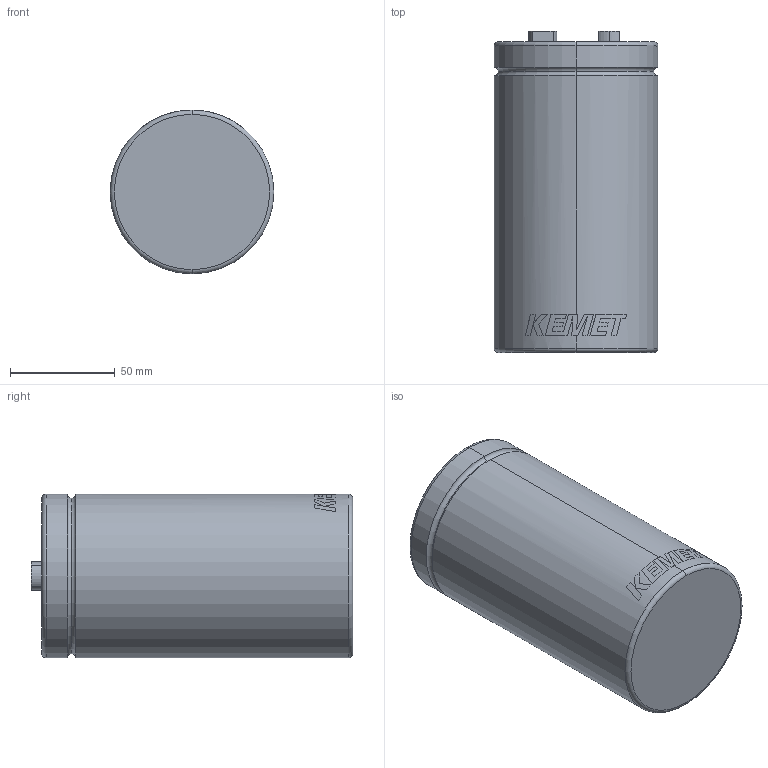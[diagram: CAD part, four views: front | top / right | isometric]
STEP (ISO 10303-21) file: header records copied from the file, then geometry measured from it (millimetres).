
FILE_DESCRIPTION (( 'STEP AP214' ), '1' );
FILE_NAME ('CARC_KALSO_77X146_D78L148T6S31.8LT152.50V19.000.STEP', '2021-04-22T17:24:15', ( '' ), ( '' ), 'SwSTEP 2.0', 'SolidWorks 2014', '' );
FILE_SCHEMA (( 'AUTOMOTIVE_DESIGN' ));
Length unit declared in the file: millimetre
Products named in the file (1): CARC_KALSO_77X146_D78L148T6S31.8LT152.50V19.000
Bounding box: 78 x 153 x 78 mm (x, y, z)
Volume: 702190.1 mm3; surface area: 47039.2 mm2
Topology: 1 solids, 3 shells, 109 faces, 267 edges, 174 vertices
Faces by surface type: plane 40, bspline 31, cylinder 30, torus 8
Entity records: 4641 total; most frequent: CARTESIAN_POINT 1045, ORIENTED_EDGE 534, DIRECTION 424, EDGE_CURVE 267, AXIS2_PLACEMENT_3D 191, VERTEX_POINT 174, EDGE_LOOP 119, B_SPLINE_CURVE_WITH_KNOTS 113
